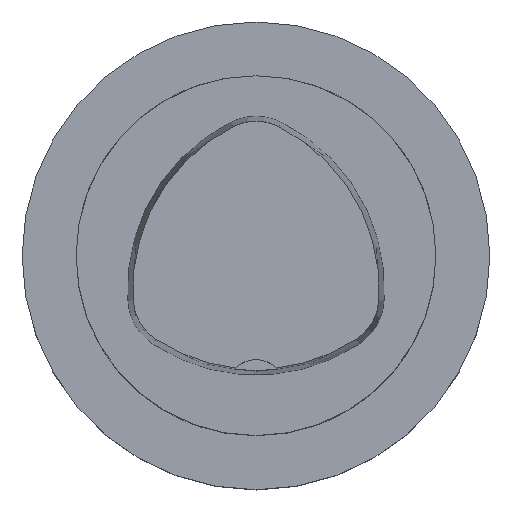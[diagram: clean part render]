
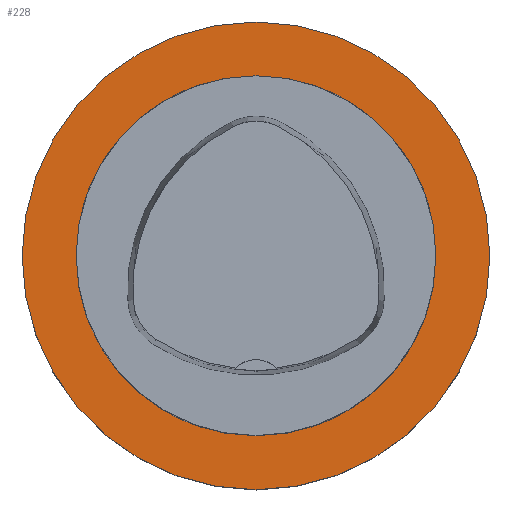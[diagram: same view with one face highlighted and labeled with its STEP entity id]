
A CAD part, top view. The second image highlights one B-rep face of the part: STEP entity #228.
In plain terms, the highlighted planar face has unit normal (0, 0, 1).
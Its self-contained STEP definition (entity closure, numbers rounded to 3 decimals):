
#228=ADVANCED_FACE('',(#284,#285),#260,.T.);
#260=PLANE('',#706);
#284=FACE_BOUND('',#339,.T.);
#285=FACE_BOUND('',#340,.T.);
#339=EDGE_LOOP('',(#471));
#340=EDGE_LOOP('',(#472));
#471=ORIENTED_EDGE('',*,*,#569,.T.);
#472=ORIENTED_EDGE('',*,*,#604,.F.);
#519=VERTEX_POINT('',#966);
#538=VERTEX_POINT('',#1049);
#569=EDGE_CURVE('',#519,#519,#619,.T.);
#604=EDGE_CURVE('',#538,#538,#638,.T.);
#619=CIRCLE('',#663,50.0);
#638=CIRCLE('',#705,65.0);
#663=AXIS2_PLACEMENT_3D('',#965,#771,#772);
#705=AXIS2_PLACEMENT_3D('',#1048,#869,#870);
#706=AXIS2_PLACEMENT_3D('',#1050,#871,#872);
#771=DIRECTION('',(0.0,0.0,-1.0));
#772=DIRECTION('',(-1.0,0.0,0.0));
#869=DIRECTION('',(0.0,0.0,-1.0));
#870=DIRECTION('',(-1.0,0.0,0.0));
#871=DIRECTION('',(0.0,0.0,1.0));
#872=DIRECTION('',(1.0,0.0,0.0));
#965=CARTESIAN_POINT('',(0.0,0.,-37.2));
#966=CARTESIAN_POINT('',(-50.0,0.,-37.2));
#1048=CARTESIAN_POINT('',(0.0,0.,-37.2));
#1049=CARTESIAN_POINT('',(-65.0,0.,-37.2));
#1050=CARTESIAN_POINT('',(0.0,0.,-37.2));
